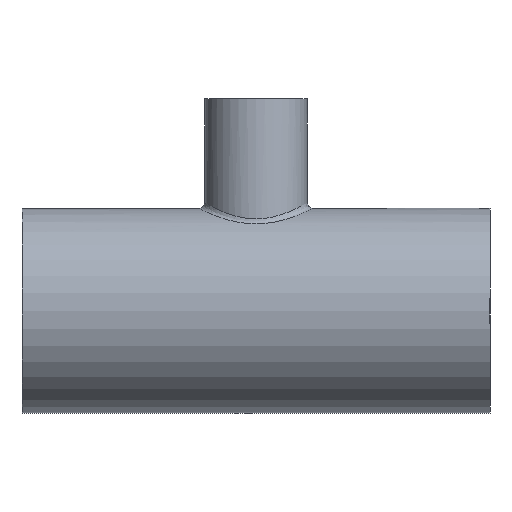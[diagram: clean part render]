
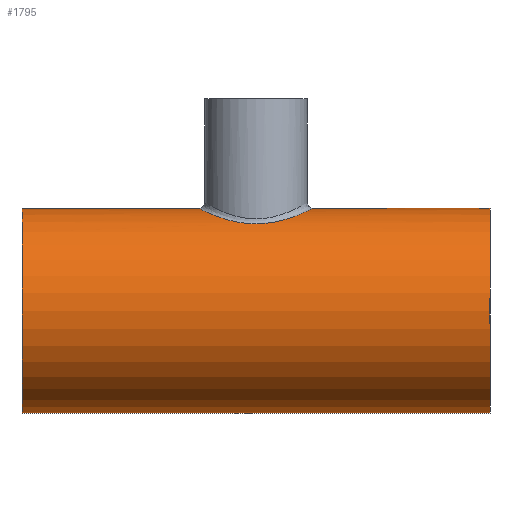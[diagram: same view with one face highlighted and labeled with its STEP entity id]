
A CAD part, front view. The second image highlights one B-rep face of the part: STEP entity #1795.
In plain terms, the highlighted cylindrical face has radius 35 mm (diameter 70 mm), a full revolution.
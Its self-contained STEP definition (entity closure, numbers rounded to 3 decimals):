
#1594=CARTESIAN_POINT('',(0.,-18.446,29.745));
#1595=VERTEX_POINT('',#1594);
#1684=CARTESIAN_POINT('',(0.,-18.446,29.745));
#1685=CARTESIAN_POINT('',(0.556,-18.446,29.745));
#1686=CARTESIAN_POINT('',(1.297,-18.416,29.763));
#1687=CARTESIAN_POINT('',(2.495,-18.303,29.833));
#1688=CARTESIAN_POINT('',(3.409,-18.172,29.913));
#1689=CARTESIAN_POINT('',(4.849,-17.887,30.085));
#1690=CARTESIAN_POINT('',(6.354,-17.471,30.33));
#1691=CARTESIAN_POINT('',(7.672,-16.969,30.613));
#1692=CARTESIAN_POINT('',(8.333,-16.678,30.771));
#1693=CARTESIAN_POINT('',(9.153,-16.303,30.973));
#1694=CARTESIAN_POINT('',(10.452,-15.616,31.331));
#1695=CARTESIAN_POINT('',(11.654,-14.806,31.718));
#1696=CARTESIAN_POINT('',(12.354,-14.273,31.958));
#1697=CARTESIAN_POINT('',(12.907,-13.839,32.15));
#1698=CARTESIAN_POINT('',(13.933,-12.947,32.527));
#1699=CARTESIAN_POINT('',(15.413,-11.383,33.116));
#1700=CARTESIAN_POINT('',(16.429,-9.984,33.557));
#1701=CARTESIAN_POINT('',(17.148,-8.791,33.88));
#1702=CARTESIAN_POINT('',(17.597,-7.979,34.085));
#1703=CARTESIAN_POINT('',(18.138,-6.82,34.337));
#1704=CARTESIAN_POINT('',(18.626,-5.518,34.571));
#1705=CARTESIAN_POINT('',(19.079,-3.945,34.791));
#1706=CARTESIAN_POINT('',(19.331,-2.564,34.916));
#1707=CARTESIAN_POINT('',(19.519,-0.703,35.009));
#1708=CARTESIAN_POINT('',(19.519,1.057,35.009));
#1709=CARTESIAN_POINT('',(19.274,2.915,34.888));
#1710=CARTESIAN_POINT('',(18.885,4.739,34.696));
#1711=CARTESIAN_POINT('',(18.442,6.074,34.482));
#1712=CARTESIAN_POINT('',(17.886,7.361,34.22));
#1713=CARTESIAN_POINT('',(17.482,8.202,34.032));
#1714=CARTESIAN_POINT('',(16.851,9.316,33.745));
#1715=CARTESIAN_POINT('',(16.08,10.464,33.406));
#1716=CARTESIAN_POINT('',(15.221,11.558,33.043));
#1717=CARTESIAN_POINT('',(14.278,12.588,32.664));
#1718=CARTESIAN_POINT('',(13.088,13.71,32.212));
#1719=CARTESIAN_POINT('',(11.98,14.577,31.824));
#1720=CARTESIAN_POINT('',(10.427,15.621,31.327));
#1721=CARTESIAN_POINT('',(8.97,16.423,30.913));
#1722=CARTESIAN_POINT('',(7.195,17.163,30.505));
#1723=CARTESIAN_POINT('',(5.365,17.776,30.153));
#1724=CARTESIAN_POINT('',(3.321,18.225,29.881));
#1725=CARTESIAN_POINT('',(1.358,18.419,29.761));
#1726=CARTESIAN_POINT('',(-0.622,18.473,29.728));
#1727=CARTESIAN_POINT('',(-2.968,18.303,29.834));
#1728=CARTESIAN_POINT('',(-5.367,17.776,30.153));
#1729=CARTESIAN_POINT('',(-7.094,17.196,30.486));
#1730=CARTESIAN_POINT('',(-7.982,16.835,30.686));
#1731=CARTESIAN_POINT('',(-9.287,16.249,31.003));
#1732=CARTESIAN_POINT('',(-11.061,15.273,31.507));
#1733=CARTESIAN_POINT('',(-12.942,13.849,32.156));
#1734=CARTESIAN_POINT('',(-14.292,12.573,32.67));
#1735=CARTESIAN_POINT('',(-15.538,11.209,33.171));
#1736=CARTESIAN_POINT('',(-16.818,9.449,33.726));
#1737=CARTESIAN_POINT('',(-17.834,7.536,34.194));
#1738=CARTESIAN_POINT('',(-18.532,5.816,34.525));
#1739=CARTESIAN_POINT('',(-19.12,3.872,34.811));
#1740=CARTESIAN_POINT('',(-19.406,2.103,34.953));
#1741=CARTESIAN_POINT('',(-19.505,0.465,35.002));
#1742=CARTESIAN_POINT('',(-19.505,-0.469,35.002));
#1743=CARTESIAN_POINT('',(-19.405,-2.106,34.953));
#1744=CARTESIAN_POINT('',(-19.069,-4.182,34.786));
#1745=CARTESIAN_POINT('',(-18.182,-6.857,34.355));
#1746=CARTESIAN_POINT('',(-16.906,-9.327,33.764));
#1747=CARTESIAN_POINT('',(-15.4,-11.401,33.111));
#1748=CARTESIAN_POINT('',(-13.79,-13.094,32.471));
#1749=CARTESIAN_POINT('',(-11.664,-14.891,31.699));
#1750=CARTESIAN_POINT('',(-9.208,-16.361,30.953));
#1751=CARTESIAN_POINT('',(-6.531,-17.422,30.359));
#1752=CARTESIAN_POINT('',(-4.411,-18.009,30.013));
#1753=CARTESIAN_POINT('',(-2.225,-18.366,29.795));
#1754=CARTESIAN_POINT('',(-0.741,-18.446,29.745));
#1755=CARTESIAN_POINT('',(0.,-18.446,29.745));
#1756=CARTESIAN_POINT('',(0.,-18.446,29.745));
#1757=CARTESIAN_POINT('',(0.,-18.446,29.745));
#1758=CARTESIAN_POINT('',(0.,-18.446,29.745));
#1759=B_SPLINE_CURVE_WITH_KNOTS('',3,(#1684,#1685,#1686,#1687,#1688,#1689,#1690,#1691,#1692,#1693,#1694,#1695,#1696,#1697,#1698,#1699,#1700,#1701,#1702,#1703,#1704,#1705,#1706,#1707,#1708,#1709,#1710,#1711,#1712,#1713,#1714,#1715,#1716,#1717,#1718,#1719,#1720,#1721,#1722,#1723,#1724,#1725,#1726,#1727,#1728,#1729,#1730,#1731,#1732,#1733,#1734,#1735,#1736,#1737,#1738,#1739,#1740,#1741,#1742,#1743,#1744,#1745,#1746,#1747,#1748,#1749,#1750,#1751,#1752,#1753,#1754,#1755,#1756,#1757,#1758),.UNSPECIFIED.,.T.,.U.,(4,1,1,1,1,1,1,1,1,1,1,1,1,1,1,1,1,1,1,1,1,1,1,1,1,1,1,1,1,1,1,1,1,1,1,1,1,1,1,1,1,1,1,1,1,1,1,1,1,1,1,1,1,1,1,1,1,1,1,1,1,1,1,1,1,1,1,1,1,3,4),(-10.763,-10.619,-10.571,-10.451,-10.379,-10.186,-10.042,-10.006,-9.994,-9.802,-9.61,-9.598,-9.562,-9.418,-9.225,-8.969,-8.937,-8.841,-8.713,-8.585,-8.457,-8.264,-8.2,-7.944,-7.784,-7.688,-7.432,-7.4,-7.303,-7.175,-7.047,-6.919,-6.791,-6.663,-6.471,-6.407,-6.15,-6.022,-5.894,-5.638,-5.478,-5.381,-5.125,-4.869,-4.741,-4.645,-4.613,-4.356,-4.1,-3.972,-3.844,-3.588,-3.374,-3.246,-3.075,-2.819,-2.755,-2.627,-2.563,-2.306,-2.05,-1.794,-1.538,-1.345,-1.153,-0.769,-0.577,-0.384,-0.192,0.0,0.),.UNSPECIFIED.);
#1760=EDGE_CURVE('',#1595,#1595,#1759,.T.);
#1765=CARTESIAN_POINT('',(0.0,0.0,0.0));
#1766=DIRECTION('',(-1.0,0.0,0.0));
#1767=DIRECTION('',(0.0,-1.0,0.0));
#1768=AXIS2_PLACEMENT_3D('',#1765,#1766,#1767);
#1769=CYLINDRICAL_SURFACE('',#1768,35.);
#1770=CARTESIAN_POINT('',(80.,-35.,0.0));
#1771=VERTEX_POINT('',#1770);
#1772=CARTESIAN_POINT('',(80.0,0.0,0.0));
#1773=DIRECTION('',(-1.0,0.0,0.0));
#1774=DIRECTION('',(0.0,-1.0,0.0));
#1775=AXIS2_PLACEMENT_3D('',#1772,#1773,#1774);
#1776=CIRCLE('',#1775,35.);
#1777=EDGE_CURVE('',#1771,#1771,#1776,.T.);
#1778=ORIENTED_EDGE('',*,*,#1777,.T.);
#1779=EDGE_LOOP('',(#1778));
#1780=FACE_OUTER_BOUND('',#1779,.T.);
#1781=CARTESIAN_POINT('',(-80.,-35.,0.0));
#1782=VERTEX_POINT('',#1781);
#1783=CARTESIAN_POINT('',(-80.,0.0,0.0));
#1784=DIRECTION('',(-1.0,0.0,0.0));
#1785=DIRECTION('',(0.0,-1.0,0.0));
#1786=AXIS2_PLACEMENT_3D('',#1783,#1784,#1785);
#1787=CIRCLE('',#1786,35.);
#1788=EDGE_CURVE('',#1782,#1782,#1787,.T.);
#1789=ORIENTED_EDGE('',*,*,#1788,.F.);
#1790=EDGE_LOOP('',(#1789));
#1791=FACE_BOUND('',#1790,.T.);
#1792=ORIENTED_EDGE('',*,*,#1760,.F.);
#1793=EDGE_LOOP('',(#1792));
#1794=FACE_BOUND('',#1793,.T.);
#1795=ADVANCED_FACE('',(#1780,#1791,#1794),#1769,.T.);
